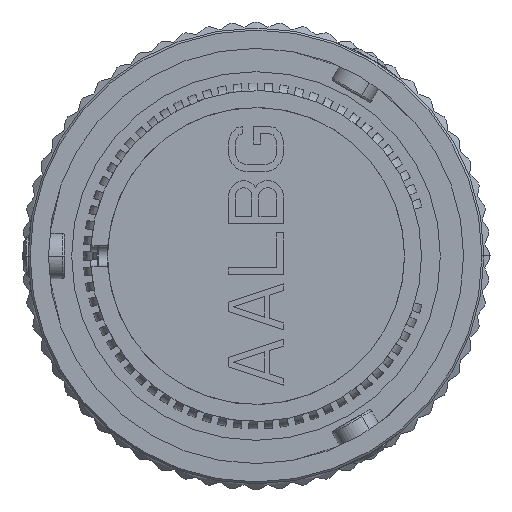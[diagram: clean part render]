
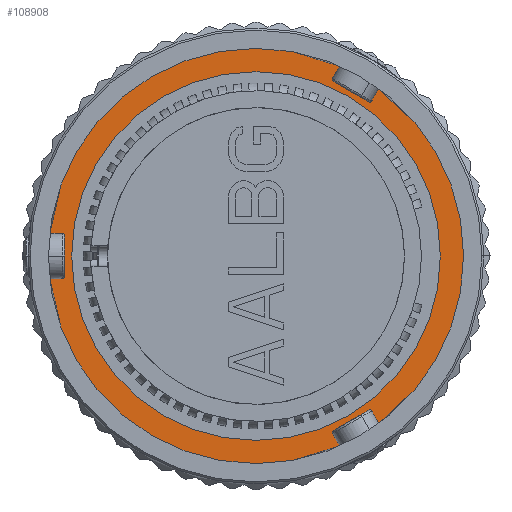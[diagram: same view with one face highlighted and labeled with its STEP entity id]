
A CAD part, left-side view. The second image highlights one B-rep face of the part: STEP entity #108908.
In plain terms, the highlighted planar face has unit normal (-1, 0, 0).
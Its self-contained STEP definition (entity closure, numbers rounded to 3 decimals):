
#27566=CARTESIAN_POINT('',(-15.02,0.,0.));
#27567=DIRECTION('',(-1.,0.,0.));
#27568=DIRECTION('',(0.,-1.,0.));
#27569=AXIS2_PLACEMENT_3D('',#27566,#27567,#27568);
#27718=CARTESIAN_POINT('',(-15.02,0.,0.));
#27719=DIRECTION('',(-1.,0.,0.));
#27720=DIRECTION('',(0.,1.,0.));
#27721=AXIS2_PLACEMENT_3D('',#27718,#27719,#27720);
#27934=CARTESIAN_POINT('',(-15.02,0.,0.));
#27935=DIRECTION('',(1.,0.,0.));
#27936=DIRECTION('',(0.,1.,0.));
#27937=AXIS2_PLACEMENT_3D('',#27934,#27935,#27936);
#27939=CARTESIAN_POINT('',(-15.02,0.,0.));
#27940=DIRECTION('',(1.,0.,0.));
#27941=DIRECTION('',(0.,-1.,0.));
#27942=AXIS2_PLACEMENT_3D('',#27939,#27940,#27941);
#55177=CARTESIAN_POINT('',(-15.02,18.3,0.));
#55178=CARTESIAN_POINT('',(-15.02,-18.3,0.));
#55179=VERTEX_POINT('',#55177);
#55180=VERTEX_POINT('',#55178);
#55192=CARTESIAN_POINT('',(-15.02,20.61,-0.003));
#55193=CARTESIAN_POINT('',(-15.02,-20.61,0.003));
#55194=VERTEX_POINT('',#55192);
#55195=VERTEX_POINT('',#55193);
#108892=CARTESIAN_POINT('',(-15.02,0.,0.));
#108893=DIRECTION('',(1.,0.,0.));
#108894=DIRECTION('',(0.,0.,1.));
#108895=AXIS2_PLACEMENT_3D('',#108892,#108893,#108894);
#108896=PLANE('2023',#108895);
#108898=ORIENTED_EDGE('13278',*,*,#108897,.F.);
#108899=ORIENTED_EDGE('13280',*,*,#108865,.F.);
#108900=EDGE_LOOP('2023',(#108898,#108899));
#108901=FACE_OUTER_BOUND('2023',#108900,.F.);
#108903=ORIENTED_EDGE('13268',*,*,#108902,.F.);
#108905=ORIENTED_EDGE('13269',*,*,#108904,.F.);
#108906=EDGE_LOOP('2023',(#108903,#108905));
#108907=FACE_BOUND('2023',#108906,.F.);
#27570=CIRCLE('13280',#27569,20.61);
#27722=CIRCLE('13278',#27721,20.61);
#27938=CIRCLE('13268',#27937,18.3);
#27943=CIRCLE('13269',#27942,18.3);
#108865=EDGE_CURVE('13280',#55195,#55194,#27570,.T.);
#108897=EDGE_CURVE('13278',#55194,#55195,#27722,.T.);
#108902=EDGE_CURVE('13268',#55179,#55180,#27938,.T.);
#108904=EDGE_CURVE('13269',#55180,#55179,#27943,.T.);
#108908=ADVANCED_FACE('2023',(#108901,#108907),#108896,.F.);
